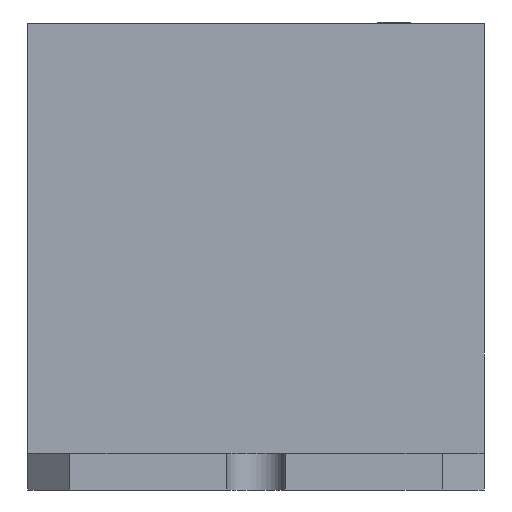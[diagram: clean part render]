
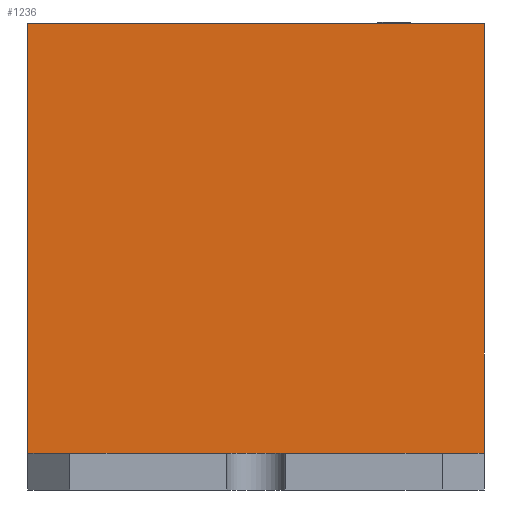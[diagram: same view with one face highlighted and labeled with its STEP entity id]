
A CAD part, left-side view. The second image highlights one B-rep face of the part: STEP entity #1236.
In plain terms, the highlighted planar face has unit normal (-1, 0, 0).
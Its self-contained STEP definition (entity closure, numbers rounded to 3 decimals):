
#1236=ADVANCED_FACE('',(#2857),#2859,.T.);
#2857=FACE_BOUND('',#2858,.T.);
#2858=EDGE_LOOP('',(#4230,#4231,#4232,#4233));
#2859=PLANE('',#2860);
#2860=AXIS2_PLACEMENT_3D('',#2861,#2862,#2863);
#2861=CARTESIAN_POINT('',(-41.1,27.2,0.));
#2862=DIRECTION('',(-1.,0.,0.));
#2863=DIRECTION('',(0.,-1.,0.));
#4230=ORIENTED_EDGE('',*,*,#5087,.T.);
#4231=ORIENTED_EDGE('',*,*,#5088,.T.);
#4232=ORIENTED_EDGE('',*,*,#4688,.F.);
#4233=ORIENTED_EDGE('',*,*,#5086,.F.);
#4688=EDGE_CURVE('',#5258,#5260,#5261,.T.);
#5086=EDGE_CURVE('',#5925,#5258,#5927,.T.);
#5087=EDGE_CURVE('',#5925,#5928,#5929,.T.);
#5088=EDGE_CURVE('',#5928,#5260,#5930,.T.);
#5258=VERTEX_POINT('',#6213);
#5260=VERTEX_POINT('',#6217);
#5261=LINE('',#6218,#6219);
#5925=VERTEX_POINT('',#7676);
#5927=LINE('',#7680,#7681);
#5928=VERTEX_POINT('',#7683);
#5929=LINE('',#7684,#7685);
#5930=LINE('',#7687,#7688);
#6213=CARTESIAN_POINT('',(-41.1,27.2,27.8));
#6217=CARTESIAN_POINT('',(-41.1,0.,27.8));
#6218=CARTESIAN_POINT('',(-41.1,27.2,27.8));
#6219=VECTOR('',#6220,1.);
#6220=DIRECTION('',(0.,-1.,0.));
#7676=CARTESIAN_POINT('',(-41.1,27.2,2.2));
#7680=CARTESIAN_POINT('',(-41.1,27.2,2.2));
#7681=VECTOR('',#7682,1.);
#7682=DIRECTION('',(0.,0.,1.));
#7683=CARTESIAN_POINT('',(-41.1,0.,2.2));
#7684=CARTESIAN_POINT('',(-41.1,27.2,2.2));
#7685=VECTOR('',#7686,1.);
#7686=DIRECTION('',(0.,-1.,0.));
#7687=CARTESIAN_POINT('',(-41.1,0.,2.2));
#7688=VECTOR('',#7689,1.);
#7689=DIRECTION('',(0.,0.,1.));
